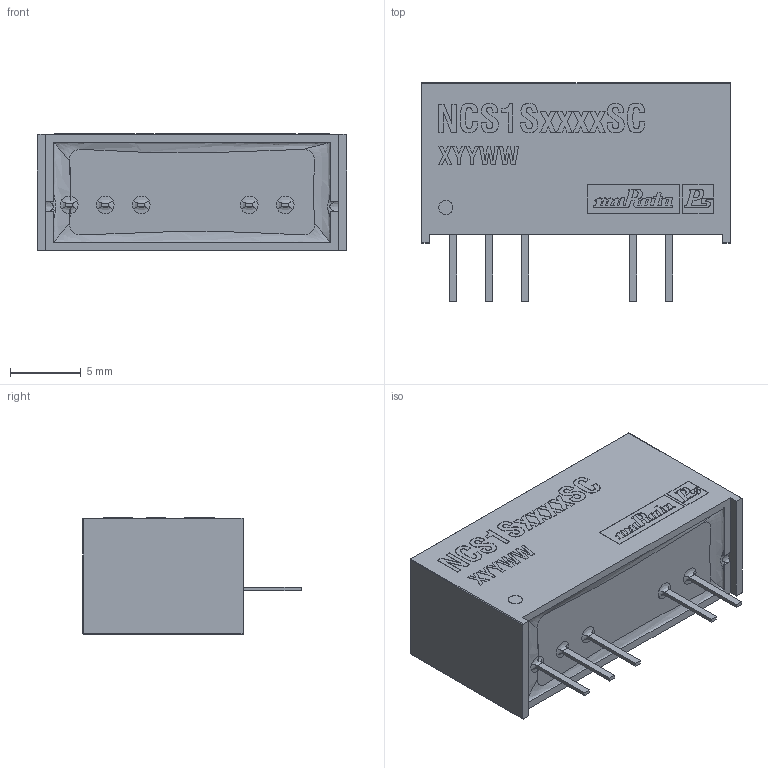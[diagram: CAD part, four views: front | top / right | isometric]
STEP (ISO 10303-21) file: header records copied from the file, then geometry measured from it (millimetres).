
FILE_DESCRIPTION (( 'STEP AP214' ), '1' );
FILE_NAME ('mps_dcdc_ncs1s_sc_a.STEP', '2014-10-04T12:18:10', ( '' ), ( '' ), 'SwSTEP 2.0', 'SolidWorks 2014', '' );
FILE_SCHEMA (( 'AUTOMOTIVE_DESIGN' ));
Length unit declared in the file: millimetre
Products named in the file (1): mps_dcdc_ncs1s_sc_a
Bounding box: 21.87 x 15.4 x 8.22 mm (x, y, z)
Volume: 763.6 mm3; surface area: 2098.4 mm2
Topology: 32 solids, 32 shells, 603 faces, 1597 edges, 1058 vertices
Faces by surface type: plane 379, cylinder 119, bspline 101, sphere 4
Full cylindrical faces by diameter (mm): 1 x1
Entity records: 30000 total; most frequent: CARTESIAN_POINT 8661, ORIENTED_EDGE 3184, DIRECTION 2584, EDGE_CURVE 1592, VECTOR 1102, LINE 1102, VERTEX_POINT 1058, AXIS2_PLACEMENT_3D 741
